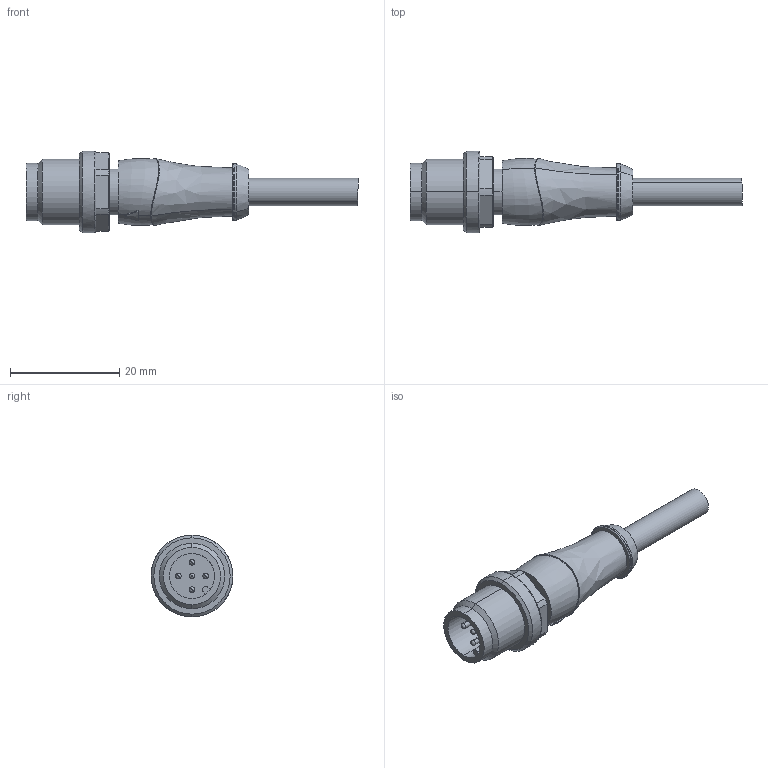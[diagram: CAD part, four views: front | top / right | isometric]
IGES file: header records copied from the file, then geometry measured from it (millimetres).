
Start section: SolidWorks IGES file using analytic representation for surfaces
Global section: file name: YM2A1x-xxxxxxXLEAX-S222863.IGS; native system: SolidWorks 2016; preprocessor: SolidWorks 2016; author: SYSTEM; date: 180220.175558; units: millimetre
Bounding box: 60.9 x 15 x 15 mm (x, y, z)
Surface area: 2513.9 mm2 (no closed solid volume)
Topology: 0 solids, 2 shells, 104 faces, 252 edges, 162 vertices
Faces by surface type: revolution 60, plane 32, bspline 12
